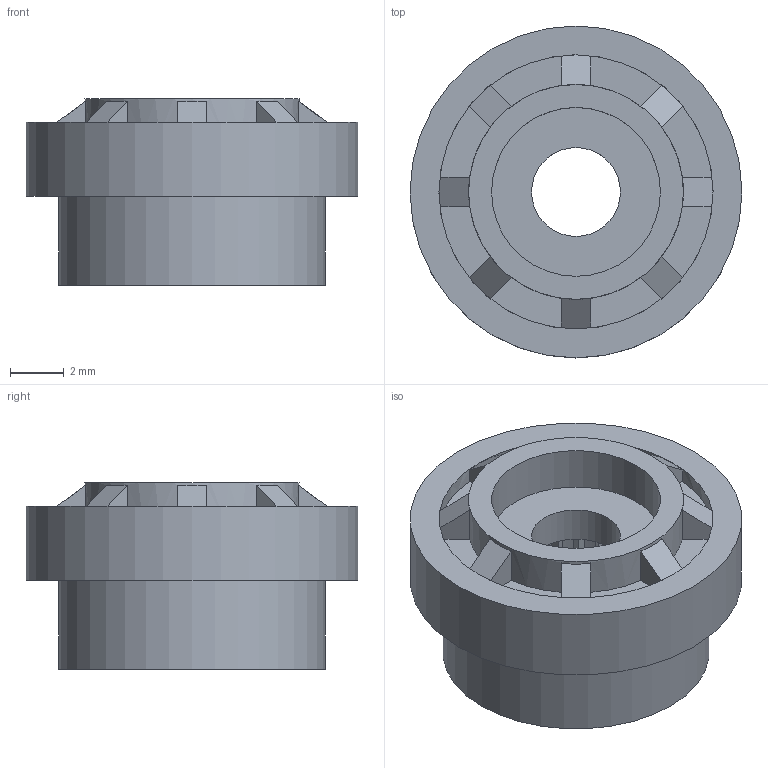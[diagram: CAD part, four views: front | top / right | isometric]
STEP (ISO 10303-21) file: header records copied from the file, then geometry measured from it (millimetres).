
FILE_DESCRIPTION(/* description */ (''),/* implementation_level */ '2;1');
FILE_NAME(/* name */ 'Cosito servo.stp',/* time_stamp */ '2025-01-31T12:02:09-05:00',/* author */ ('sara_'),/* organization */ (''),/* preprocessor_version */ 'ST-DEVELOPER v19.2',/* originating_system */ 'Autodesk Inventor 2024',/* authorisation */ '');
FILE_SCHEMA (('AUTOMOTIVE_DESIGN { 1 0 10303 214 3 1 1 }'));
Length unit declared in the file: millimetre
Products named in the file (1): Cosito servo
Bounding box: 12.32 x 12.32 x 6.93 mm (x, y, z)
Volume: 427.2 mm3; surface area: 655.9 mm2
Topology: 1 solids, 1 shells, 119 faces, 339 edges, 226 vertices
Faces by surface type: plane 88, cylinder 31
Full cylindrical faces by diameter (mm): 3.3 x1, 6.27 x1, 7.975 x1, 9.9 x1, 10.175 x1, 12.32 x1
Entity records: 4062 total; most frequent: CARTESIAN_POINT 685, ORIENTED_EDGE 678, DIRECTION 673, EDGE_CURVE 339, LINE 245, VECTOR 245, VERTEX_POINT 226, AXIS2_PLACEMENT_3D 214
